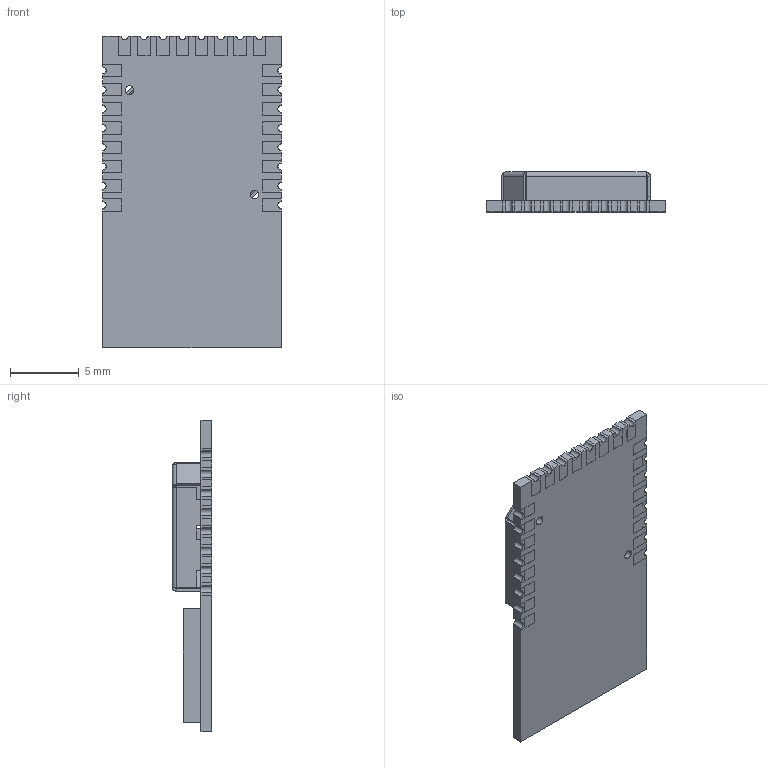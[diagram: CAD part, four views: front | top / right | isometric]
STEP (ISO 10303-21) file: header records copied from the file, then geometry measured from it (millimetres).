
FILE_DESCRIPTION (( 'STEP AP214' ), '1' );
FILE_NAME ('DWM3000TR13.STEP', '2024-05-09T18:57:37', ( '' ), ( '' ), 'SwSTEP 2.0', 'SolidWorks 2021', '' );
FILE_SCHEMA (( 'AUTOMOTIVE_DESIGN' ));
Length unit declared in the file: millimetre
Products named in the file (1): DWM3000TR13
Bounding box: 13 x 2.89 x 22.7 mm (x, y, z)
Volume: 330.5 mm3; surface area: 1243.1 mm2
Topology: 29 solids, 29 shells, 488 faces, 1236 edges, 808 vertices
Faces by surface type: plane 432, cylinder 44, bspline 12
Entity records: 15006 total; most frequent: CARTESIAN_POINT 2969, ORIENTED_EDGE 2472, DIRECTION 2230, EDGE_CURVE 1236, VECTOR 1148, LINE 1148, VERTEX_POINT 808, AXIS2_PLACEMENT_3D 541
